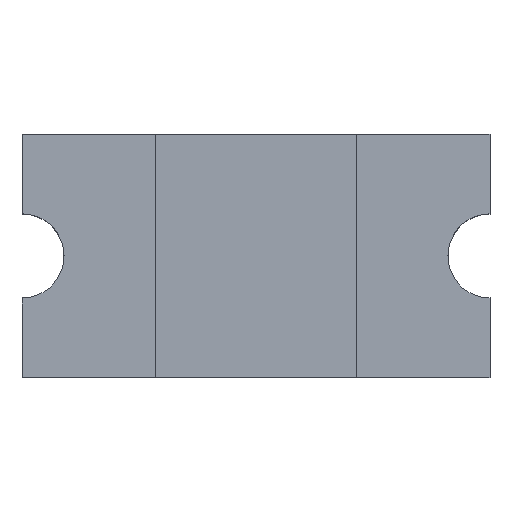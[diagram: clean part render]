
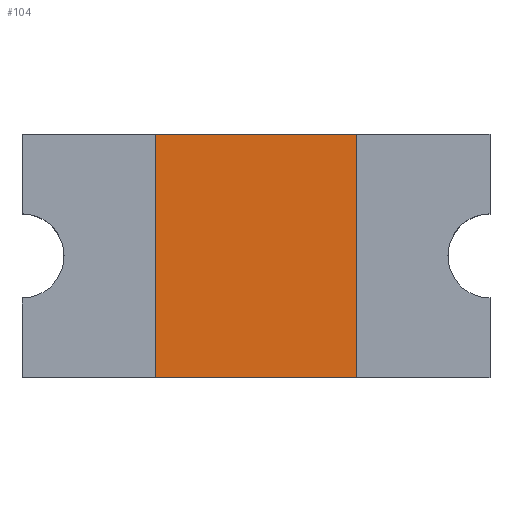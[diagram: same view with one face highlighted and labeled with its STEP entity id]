
A CAD part, top view. The second image highlights one B-rep face of the part: STEP entity #104.
In plain terms, the highlighted planar face has unit normal (0, 0, 1).
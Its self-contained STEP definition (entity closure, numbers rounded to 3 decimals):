
#6 = ORIENTED_EDGE ( 'NONE', *, *, #309, .T. ) ;
#8 = AXIS2_PLACEMENT_3D ( 'NONE', #470, #455, #457 ) ;
#63 = DIRECTION ( 'NONE',  ( -1., 0., 0. ) ) ;
#78 = LINE ( 'NONE', #496, #95 ) ;
#95 = VECTOR ( 'NONE', #633, 1000. ) ;
#104 = ADVANCED_FACE ( 'NONE', ( #823 ), #467, .F. ) ;
#137 = ORIENTED_EDGE ( 'NONE', *, *, #343, .T. ) ;
#148 = DIRECTION ( 'NONE',  ( 0., 1., 0. ) ) ;
#169 = VERTEX_POINT ( 'NONE', #790 ) ;
#170 = ORIENTED_EDGE ( 'NONE', *, *, #792, .T. ) ;
#186 = CARTESIAN_POINT ( 'NONE',  ( -25.526, -15.866, 0.77 ) ) ;
#201 = VERTEX_POINT ( 'NONE', #274 ) ;
#219 = VECTOR ( 'NONE', #645, 1000. ) ;
#232 = VERTEX_POINT ( 'NONE', #529 ) ;
#274 = CARTESIAN_POINT ( 'NONE',  ( -26.966, -15.866, 0.77 ) ) ;
#276 = VECTOR ( 'NONE', #148, 1000. ) ;
#280 = CARTESIAN_POINT ( 'NONE',  ( -26.966, -15.866, 0.77 ) ) ;
#309 = EDGE_CURVE ( 'NONE', #232, #169, #438, .T. ) ;
#332 = CARTESIAN_POINT ( 'NONE',  ( -26.966, -17.606, 0.77 ) ) ;
#334 = VECTOR ( 'NONE', #63, 1000. ) ;
#343 = EDGE_CURVE ( 'NONE', #527, #232, #78, .T. ) ;
#438 = LINE ( 'NONE', #186, #276 ) ;
#455 = DIRECTION ( 'NONE',  ( 0., 0., -1. ) ) ;
#457 = DIRECTION ( 'NONE',  ( 0., -1., 0. ) ) ;
#467 = PLANE ( 'NONE',  #8 ) ;
#470 = CARTESIAN_POINT ( 'NONE',  ( 0., 0., 0.77 ) ) ;
#484 = EDGE_CURVE ( 'NONE', #169, #201, #844, .T. ) ;
#496 = CARTESIAN_POINT ( 'NONE',  ( -25.526, -17.606, 0.77 ) ) ;
#527 = VERTEX_POINT ( 'NONE', #332 ) ;
#529 = CARTESIAN_POINT ( 'NONE',  ( -25.526, -17.606, 0.77 ) ) ;
#551 = ORIENTED_EDGE ( 'NONE', *, *, #484, .T. ) ;
#570 = LINE ( 'NONE', #836, #219 ) ;
#633 = DIRECTION ( 'NONE',  ( 1., 0., 0. ) ) ;
#645 = DIRECTION ( 'NONE',  ( 0., -1., 0. ) ) ;
#662 = EDGE_LOOP ( 'NONE', ( #551, #170, #137, #6 ) ) ;
#790 = CARTESIAN_POINT ( 'NONE',  ( -25.526, -15.866, 0.77 ) ) ;
#792 = EDGE_CURVE ( 'NONE', #201, #527, #570, .T. ) ;
#823 = FACE_OUTER_BOUND ( 'NONE', #662, .T. ) ;
#836 = CARTESIAN_POINT ( 'NONE',  ( -26.966, -15.866, 0.77 ) ) ;
#844 = LINE ( 'NONE', #280, #334 ) ;
